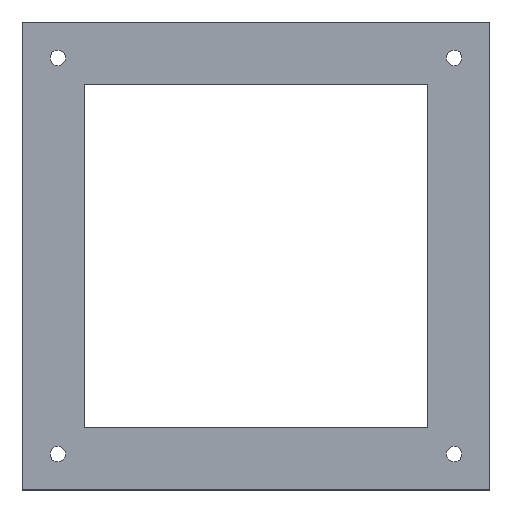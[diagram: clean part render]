
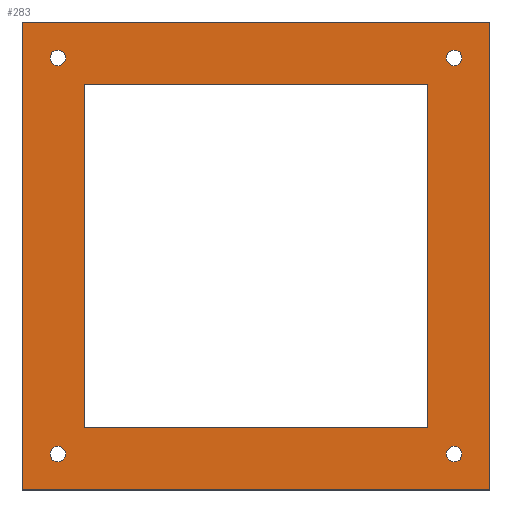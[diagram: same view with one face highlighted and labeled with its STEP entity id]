
A CAD part, top view. The second image highlights one B-rep face of the part: STEP entity #283.
In plain terms, the highlighted planar face has unit normal (0, 0, 1).
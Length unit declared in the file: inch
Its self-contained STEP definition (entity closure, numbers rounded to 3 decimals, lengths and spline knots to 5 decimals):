
#15=FACE_BOUND('',#60,.T.);
#16=FACE_BOUND('',#61,.T.);
#17=FACE_BOUND('',#62,.T.);
#18=FACE_BOUND('',#63,.T.);
#19=FACE_BOUND('',#64,.T.);
#33=PLANE('',#315);
#45=FACE_OUTER_BOUND('',#59,.T.);
#59=EDGE_LOOP('',(#237,#238,#239,#240));
#60=EDGE_LOOP('',(#241));
#61=EDGE_LOOP('',(#242));
#62=EDGE_LOOP('',(#243));
#63=EDGE_LOOP('',(#244));
#64=EDGE_LOOP('',(#245,#246,#247,#248));
#77=LINE('',#417,#105);
#80=LINE('',#423,#108);
#83=LINE('',#429,#111);
#86=LINE('',#433,#114);
#89=LINE('',#441,#117);
#92=LINE('',#447,#120);
#95=LINE('',#453,#123);
#98=LINE('',#457,#126);
#105=VECTOR('',#343,0.3937);
#108=VECTOR('',#348,0.3937);
#111=VECTOR('',#353,0.3937);
#114=VECTOR('',#358,0.3937);
#117=VECTOR('',#363,0.3937);
#120=VECTOR('',#368,0.3937);
#123=VECTOR('',#373,0.3937);
#126=VECTOR('',#378,0.3937);
#129=CIRCLE('',#302,0.25);
#131=CIRCLE('',#305,0.25);
#133=CIRCLE('',#316,0.25);
#134=CIRCLE('',#317,0.25);
#137=VERTEX_POINT('',#399);
#139=VERTEX_POINT('',#405);
#143=VERTEX_POINT('',#414);
#144=VERTEX_POINT('',#416);
#146=VERTEX_POINT('',#422);
#148=VERTEX_POINT('',#428);
#151=VERTEX_POINT('',#438);
#152=VERTEX_POINT('',#440);
#154=VERTEX_POINT('',#446);
#156=VERTEX_POINT('',#452);
#157=VERTEX_POINT('',#459);
#158=VERTEX_POINT('',#461);
#161=EDGE_CURVE('',#137,#137,#129,.T.);
#164=EDGE_CURVE('',#139,#139,#131,.T.);
#169=EDGE_CURVE('',#144,#143,#77,.T.);
#172=EDGE_CURVE('',#146,#144,#80,.T.);
#175=EDGE_CURVE('',#148,#146,#83,.T.);
#178=EDGE_CURVE('',#143,#148,#86,.T.);
#181=EDGE_CURVE('',#152,#151,#89,.T.);
#184=EDGE_CURVE('',#154,#152,#92,.T.);
#187=EDGE_CURVE('',#156,#154,#95,.T.);
#190=EDGE_CURVE('',#151,#156,#98,.T.);
#191=EDGE_CURVE('',#157,#157,#133,.T.);
#192=EDGE_CURVE('',#158,#158,#134,.T.);
#237=ORIENTED_EDGE('',*,*,#190,.T.);
#238=ORIENTED_EDGE('',*,*,#187,.T.);
#239=ORIENTED_EDGE('',*,*,#184,.T.);
#240=ORIENTED_EDGE('',*,*,#181,.T.);
#241=ORIENTED_EDGE('',*,*,#191,.F.);
#242=ORIENTED_EDGE('',*,*,#192,.F.);
#243=ORIENTED_EDGE('',*,*,#161,.T.);
#244=ORIENTED_EDGE('',*,*,#164,.T.);
#245=ORIENTED_EDGE('',*,*,#178,.T.);
#246=ORIENTED_EDGE('',*,*,#175,.T.);
#247=ORIENTED_EDGE('',*,*,#172,.T.);
#248=ORIENTED_EDGE('',*,*,#169,.T.);
#283=ADVANCED_FACE('',(#45,#15,#16,#17,#18,#19),#33,.T.);
#302=AXIS2_PLACEMENT_3D('',#400,#327,#328);
#305=AXIS2_PLACEMENT_3D('',#406,#334,#335);
#315=AXIS2_PLACEMENT_3D('',#458,#379,#380);
#316=AXIS2_PLACEMENT_3D('',#460,#381,#382);
#317=AXIS2_PLACEMENT_3D('',#462,#383,#384);
#327=DIRECTION('center_axis',(0.,0.,-1.));
#328=DIRECTION('ref_axis',(-1.,0.,0.));
#334=DIRECTION('center_axis',(0.,0.,-1.));
#335=DIRECTION('ref_axis',(-1.,0.,0.));
#343=DIRECTION('',(-1.,0.,0.));
#348=DIRECTION('',(0.,-1.,0.));
#353=DIRECTION('',(1.,0.,0.));
#358=DIRECTION('',(0.,1.,0.));
#363=DIRECTION('',(1.,0.,0.));
#368=DIRECTION('',(0.,-1.,0.));
#373=DIRECTION('',(-1.,0.,0.));
#378=DIRECTION('',(0.,1.,0.));
#379=DIRECTION('center_axis',(0.,0.,1.));
#380=DIRECTION('ref_axis',(1.,0.,0.));
#381=DIRECTION('center_axis',(0.,0.,1.));
#382=DIRECTION('ref_axis',(1.,0.,0.));
#383=DIRECTION('center_axis',(0.,0.,1.));
#384=DIRECTION('ref_axis',(1.,0.,0.));
#399=CARTESIAN_POINT('',(-6.1,6.35,0.5));
#400=CARTESIAN_POINT('Origin',(-6.35,6.35,0.5));
#405=CARTESIAN_POINT('',(-6.1,-6.35,0.5));
#406=CARTESIAN_POINT('Origin',(-6.35,-6.35,0.5));
#414=CARTESIAN_POINT('',(-5.5,-5.5,0.5));
#416=CARTESIAN_POINT('',(5.5,-5.5,0.5));
#417=CARTESIAN_POINT('',(-5.5,-5.5,0.5));
#422=CARTESIAN_POINT('',(5.5,5.5,0.5));
#423=CARTESIAN_POINT('',(5.5,-5.5,0.5));
#428=CARTESIAN_POINT('',(-5.5,5.5,0.5));
#429=CARTESIAN_POINT('',(5.5,5.5,0.5));
#433=CARTESIAN_POINT('',(-5.5,5.5,0.5));
#438=CARTESIAN_POINT('',(7.5,-7.5,0.5));
#440=CARTESIAN_POINT('',(-7.5,-7.5,0.5));
#441=CARTESIAN_POINT('',(-7.5,-7.5,0.5));
#446=CARTESIAN_POINT('',(-7.5,7.5,0.5));
#447=CARTESIAN_POINT('',(-7.5,7.5,0.5));
#452=CARTESIAN_POINT('',(7.5,7.5,0.5));
#453=CARTESIAN_POINT('',(7.5,7.5,0.5));
#457=CARTESIAN_POINT('',(7.5,-7.5,0.5));
#458=CARTESIAN_POINT('Origin',(0.,0.,0.5));
#459=CARTESIAN_POINT('',(6.1,6.35,0.5));
#460=CARTESIAN_POINT('Origin',(6.35,6.35,0.5));
#461=CARTESIAN_POINT('',(6.1,-6.35,0.5));
#462=CARTESIAN_POINT('Origin',(6.35,-6.35,0.5));
